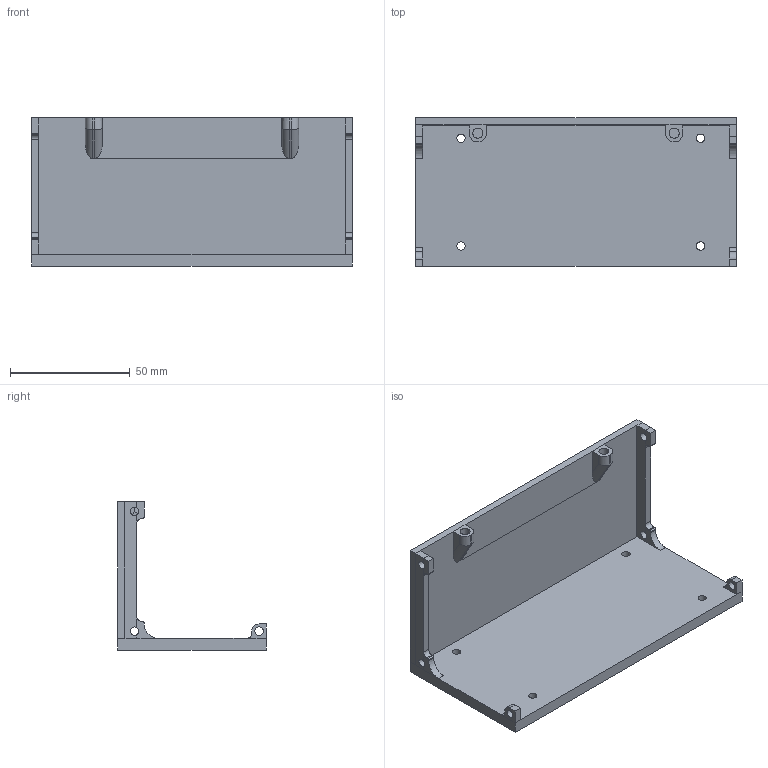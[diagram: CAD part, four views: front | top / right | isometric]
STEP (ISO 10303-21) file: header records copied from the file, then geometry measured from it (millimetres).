
FILE_DESCRIPTION(('FreeCAD Model'),'2;1');
FILE_NAME('Open CASCADE Shape Model','2024-08-17T17:57:45',(''),(''), 'Open CASCADE STEP processor 7.6','FreeCAD','Unknown');
FILE_SCHEMA(('AUTOMOTIVE_DESIGN { 1 0 10303 214 1 1 1 1 }'));
Length unit declared in the file: millimetre
Products named in the file (1): Pocket006
Bounding box: 134 x 62 x 62 mm (x, y, z)
Volume: 67121.1 mm3; surface area: 36440.3 mm2
Topology: 1 solids, 1 shells, 94 faces, 276 edges, 178 vertices
Faces by surface type: plane 60, cylinder 34
Full cylindrical faces by diameter (mm): 3.5 x10, 4.2 x2
Entity records: 3178 total; most frequent: ORIENTED_EDGE 552, CARTESIAN_POINT 549, DIRECTION 546, EDGE_CURVE 276, LINE 196, VECTOR 196, VERTEX_POINT 178, AXIS2_PLACEMENT_3D 175
